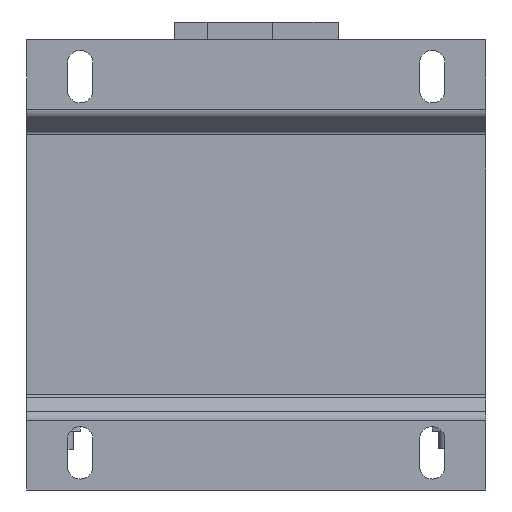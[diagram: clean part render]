
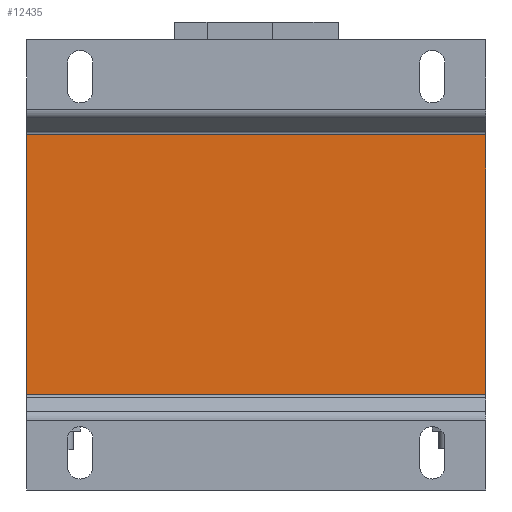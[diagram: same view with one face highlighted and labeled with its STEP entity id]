
A CAD part, front view. The second image highlights one B-rep face of the part: STEP entity #12435.
In plain terms, the highlighted planar face has unit normal (0, -1, 0).
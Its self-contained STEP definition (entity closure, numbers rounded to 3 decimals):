
#1001 = EDGE_CURVE ( 'NONE', #4041, #7814, #11593, .T. ) ;
#1136 = CARTESIAN_POINT ( 'NONE',  ( -52.5, -45.25, 29.684 ) ) ;
#1198 = FACE_OUTER_BOUND ( 'NONE', #3790, .T. ) ;
#2604 = CARTESIAN_POINT ( 'NONE',  ( 0., -45.25, 29.684 ) ) ;
#3457 = DIRECTION ( 'NONE',  ( -1., 0., 0. ) ) ;
#3746 = ORIENTED_EDGE ( 'NONE', *, *, #13549, .T. ) ;
#3790 = EDGE_LOOP ( 'NONE', ( #20699, #3746, #5008, #18764 ) ) ;
#4041 = VERTEX_POINT ( 'NONE', #16850 ) ;
#4879 = LINE ( 'NONE', #16436, #8008 ) ;
#5008 = ORIENTED_EDGE ( 'NONE', *, *, #10794, .F. ) ;
#7335 = CARTESIAN_POINT ( 'NONE',  ( -52.5, -45.25, -51.5 ) ) ;
#7814 = VERTEX_POINT ( 'NONE', #11156 ) ;
#7855 = VERTEX_POINT ( 'NONE', #8360 ) ;
#7937 = PLANE ( 'NONE',  #8290 ) ;
#8008 = VECTOR ( 'NONE', #11513, 1000. ) ;
#8290 = AXIS2_PLACEMENT_3D ( 'NONE', #17576, #12653, #9439 ) ;
#8360 = CARTESIAN_POINT ( 'NONE',  ( 52.5, -45.25, 29.684 ) ) ;
#9439 = DIRECTION ( 'NONE',  ( 0., 0., 1. ) ) ;
#10416 = DIRECTION ( 'NONE',  ( -1., 0., 0. ) ) ;
#10627 = LINE ( 'NONE', #2604, #20608 ) ;
#10794 = EDGE_CURVE ( 'NONE', #7814, #11596, #18560, .T. ) ;
#10899 = VECTOR ( 'NONE', #16967, 1000. ) ;
#11156 = CARTESIAN_POINT ( 'NONE',  ( -52.5, -45.25, -29.684 ) ) ;
#11513 = DIRECTION ( 'NONE',  ( 0., 0., -1. ) ) ;
#11593 = LINE ( 'NONE', #18124, #15730 ) ;
#11596 = VERTEX_POINT ( 'NONE', #1136 ) ;
#12435 = ADVANCED_FACE ( 'NONE', ( #1198 ), #7937, .F. ) ;
#12653 = DIRECTION ( 'NONE',  ( 0., 1., 0. ) ) ;
#13549 = EDGE_CURVE ( 'NONE', #7855, #11596, #10627, .T. ) ;
#14517 = EDGE_CURVE ( 'NONE', #7855, #4041, #4879, .T. ) ;
#15730 = VECTOR ( 'NONE', #3457, 1000. ) ;
#16436 = CARTESIAN_POINT ( 'NONE',  ( 52.5, -45.25, -51.5 ) ) ;
#16850 = CARTESIAN_POINT ( 'NONE',  ( 52.5, -45.25, -29.684 ) ) ;
#16967 = DIRECTION ( 'NONE',  ( 0., 0., 1. ) ) ;
#17576 = CARTESIAN_POINT ( 'NONE',  ( 0., -45.25, 0. ) ) ;
#18124 = CARTESIAN_POINT ( 'NONE',  ( 0., -45.25, -29.684 ) ) ;
#18560 = LINE ( 'NONE', #7335, #10899 ) ;
#18764 = ORIENTED_EDGE ( 'NONE', *, *, #1001, .F. ) ;
#20608 = VECTOR ( 'NONE', #10416, 1000. ) ;
#20699 = ORIENTED_EDGE ( 'NONE', *, *, #14517, .F. ) ;
